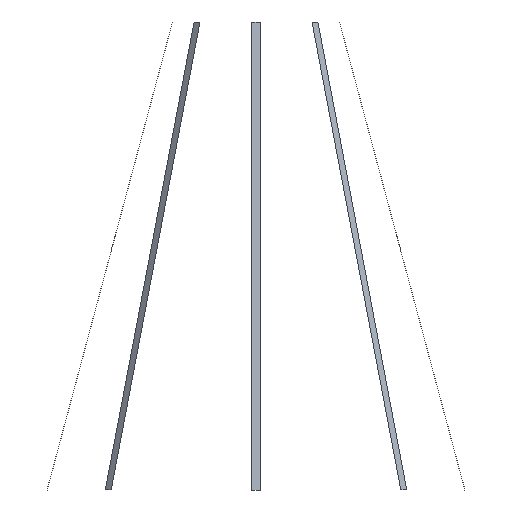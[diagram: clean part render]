
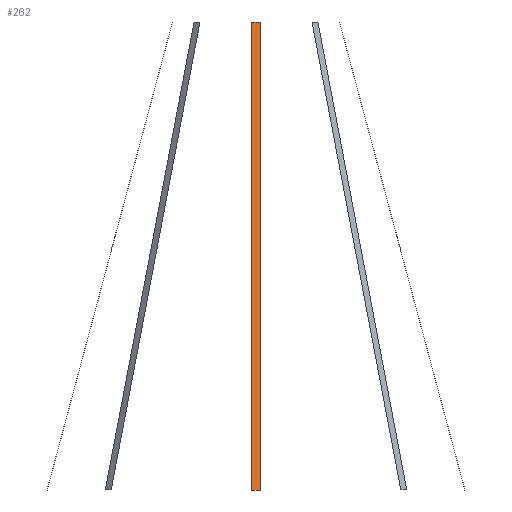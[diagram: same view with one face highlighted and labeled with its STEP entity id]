
A CAD part, left-side view. The second image highlights one B-rep face of the part: STEP entity #262.
In plain terms, the highlighted planar face has unit normal (-0.966, 0, 0.259).
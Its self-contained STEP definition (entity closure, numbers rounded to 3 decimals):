
#223=CARTESIAN_POINT('Axis2P3D Location',(-87.456,0.,140.)) ;
#228=CARTESIAN_POINT('Line Origine',(-87.456,2.5,140.)) ;
#232=CARTESIAN_POINT('Vertex',(-124.975,2.5,0.)) ;
#234=CARTESIAN_POINT('Vertex',(-49.937,2.5,280.)) ;
#237=CARTESIAN_POINT('Line Origine',(-124.975,0.,0.)) ;
#241=CARTESIAN_POINT('Vertex',(-124.975,-2.5,0.)) ;
#244=CARTESIAN_POINT('Line Origine',(-87.456,-2.5,140.)) ;
#248=CARTESIAN_POINT('Vertex',(-49.937,-2.5,280.)) ;
#251=CARTESIAN_POINT('Line Origine',(-49.937,0.,280.)) ;
#224=DIRECTION('Axis2P3D Direction',(0.966,0.,-0.259)) ;
#225=DIRECTION('Axis2P3D XDirection',(0.259,0.,0.966)) ;
#229=DIRECTION('Vector Direction',(0.259,0.,0.966)) ;
#238=DIRECTION('Vector Direction',(0.,-1.,0.)) ;
#245=DIRECTION('Vector Direction',(0.259,0.,0.966)) ;
#252=DIRECTION('Vector Direction',(0.,-1.,0.)) ;
#226=AXIS2_PLACEMENT_3D('Plane Axis2P3D',#223,#224,#225) ;
#257=ORIENTED_EDGE('',*,*,#236,.F.) ;
#258=ORIENTED_EDGE('',*,*,#243,.T.) ;
#259=ORIENTED_EDGE('',*,*,#250,.T.) ;
#260=ORIENTED_EDGE('',*,*,#255,.F.) ;
#230=VECTOR('Line Direction',#229,1.) ;
#239=VECTOR('Line Direction',#238,1.) ;
#246=VECTOR('Line Direction',#245,1.) ;
#253=VECTOR('Line Direction',#252,1.) ;
#262=ADVANCED_FACE('CircPattern.1',(#261),#227,.F.) ;
#236=EDGE_CURVE('',#233,#235,#231,.T.) ;
#243=EDGE_CURVE('',#233,#242,#240,.T.) ;
#250=EDGE_CURVE('',#242,#249,#247,.T.) ;
#255=EDGE_CURVE('',#235,#249,#254,.T.) ;
#256=EDGE_LOOP('',(#257,#258,#259,#260)) ;
#261=FACE_OUTER_BOUND('',#256,.T.) ;
#231=LINE('Line',#228,#230) ;
#240=LINE('Line',#237,#239) ;
#247=LINE('Line',#244,#246) ;
#254=LINE('Line',#251,#253) ;
#227=PLANE('',#226) ;
#233=VERTEX_POINT('',#232) ;
#235=VERTEX_POINT('',#234) ;
#242=VERTEX_POINT('',#241) ;
#249=VERTEX_POINT('',#248) ;
